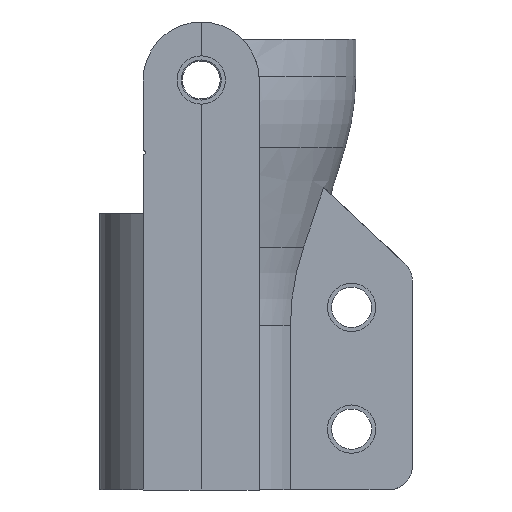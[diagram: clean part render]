
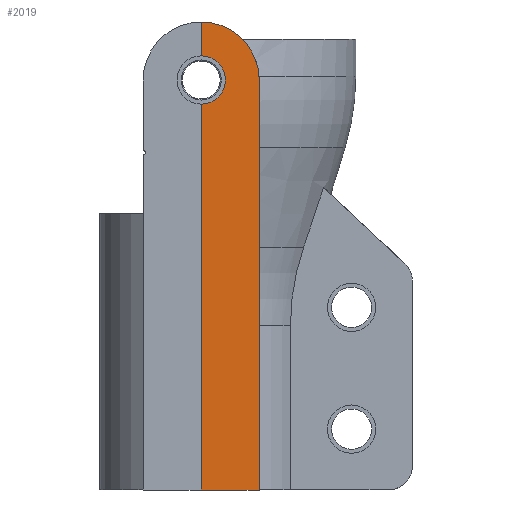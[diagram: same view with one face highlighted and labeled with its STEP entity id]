
A CAD part, front view. The second image highlights one B-rep face of the part: STEP entity #2019.
In plain terms, the highlighted planar face has unit normal (0, -1, 0).
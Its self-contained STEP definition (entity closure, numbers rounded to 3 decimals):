
#339 = PLANE('',#340);
#340 = AXIS2_PLACEMENT_3D('',#341,#342,#343);
#341 = CARTESIAN_POINT('',(-2.305,-12.7,18.977));
#342 = DIRECTION('',(0.,-1.,0.));
#343 = DIRECTION('',(0.,0.,1.));
#931 = VERTEX_POINT('',#932);
#932 = CARTESIAN_POINT('',(0.,-12.7,0.));
#946 = PLANE('',#947);
#947 = AXIS2_PLACEMENT_3D('',#948,#949,#950);
#948 = CARTESIAN_POINT('',(0.,-6.35,0.));
#949 = DIRECTION('',(0.,0.,1.));
#950 = DIRECTION('',(1.,0.,0.));
#1009 = VERTEX_POINT('',#1010);
#1010 = CARTESIAN_POINT('',(0.,-12.7,38.432));
#1041 = EDGE_CURVE('',#1042,#1009,#1044,.T.);
#1042 = VERTEX_POINT('',#1043);
#1043 = CARTESIAN_POINT('',(0.,-12.7,35.652));
#1044 = SURFACE_CURVE('',#1045,(#1049,#1056),.PCURVE_S1.);
#1045 = LINE('',#1046,#1047);
#1046 = CARTESIAN_POINT('',(0.,-12.7,35.221));
#1047 = VECTOR('',#1048,1.);
#1048 = DIRECTION('',(0.,0.,1.));
#1049 = PCURVE('',#339,#1050);
#1050 = DEFINITIONAL_REPRESENTATION('',(#1051),#1055);
#1051 = LINE('',#1052,#1053);
#1052 = CARTESIAN_POINT('',(16.244,-2.305));
#1053 = VECTOR('',#1054,1.);
#1054 = DIRECTION('',(1.,0.));
#1055 = ( GEOMETRIC_REPRESENTATION_CONTEXT(2) 
PARAMETRIC_REPRESENTATION_CONTEXT() REPRESENTATION_CONTEXT('2D SPACE',''
  ) );
#1056 = PCURVE('',#1057,#1062);
#1057 = PLANE('',#1058);
#1058 = AXIS2_PLACEMENT_3D('',#1059,#1060,#1061);
#1059 = CARTESIAN_POINT('',(2.305,-12.7,18.977));
#1060 = DIRECTION('',(0.,-1.,0.));
#1061 = DIRECTION('',(0.,0.,-1.));
#1062 = DEFINITIONAL_REPRESENTATION('',(#1063),#1067);
#1063 = LINE('',#1064,#1065);
#1064 = CARTESIAN_POINT('',(-16.244,-2.305));
#1065 = VECTOR('',#1066,1.);
#1066 = DIRECTION('',(-1.,0.));
#1067 = ( GEOMETRIC_REPRESENTATION_CONTEXT(2) 
PARAMETRIC_REPRESENTATION_CONTEXT() REPRESENTATION_CONTEXT('2D SPACE',''
  ) );
#1086 = CYLINDRICAL_SURFACE('',#1087,1.983);
#1087 = AXIS2_PLACEMENT_3D('',#1088,#1089,#1090);
#1088 = CARTESIAN_POINT('',(0.,-12.7,33.669));
#1089 = DIRECTION('',(0.,1.,0.));
#1090 = DIRECTION('',(-1.,0.,0.));
#1099 = VERTEX_POINT('',#1100);
#1100 = CARTESIAN_POINT('',(0.,-12.7,31.687));
#1122 = EDGE_CURVE('',#1099,#931,#1123,.T.);
#1123 = SURFACE_CURVE('',#1124,(#1128,#1135),.PCURVE_S1.);
#1124 = LINE('',#1125,#1126);
#1125 = CARTESIAN_POINT('',(0.,-12.7,32.117));
#1126 = VECTOR('',#1127,1.);
#1127 = DIRECTION('',(0.,0.,-1.));
#1128 = PCURVE('',#339,#1129);
#1129 = DEFINITIONAL_REPRESENTATION('',(#1130),#1134);
#1130 = LINE('',#1131,#1132);
#1131 = CARTESIAN_POINT('',(13.14,-2.305));
#1132 = VECTOR('',#1133,1.);
#1133 = DIRECTION('',(-1.,0.));
#1134 = ( GEOMETRIC_REPRESENTATION_CONTEXT(2) 
PARAMETRIC_REPRESENTATION_CONTEXT() REPRESENTATION_CONTEXT('2D SPACE',''
  ) );
#1135 = PCURVE('',#1057,#1136);
#1136 = DEFINITIONAL_REPRESENTATION('',(#1137),#1141);
#1137 = LINE('',#1138,#1139);
#1138 = CARTESIAN_POINT('',(-13.14,-2.305));
#1139 = VECTOR('',#1140,1.);
#1140 = DIRECTION('',(1.,0.));
#1141 = ( GEOMETRIC_REPRESENTATION_CONTEXT(2) 
PARAMETRIC_REPRESENTATION_CONTEXT() REPRESENTATION_CONTEXT('2D SPACE',''
  ) );
#1879 = CYLINDRICAL_SURFACE('',#1880,4.763);
#1880 = AXIS2_PLACEMENT_3D('',#1881,#1882,#1883);
#1881 = CARTESIAN_POINT('',(0.,-6.35,33.669));
#1882 = DIRECTION('',(0.,1.,0.));
#1883 = DIRECTION('',(1.,0.,0.));
#1971 = EDGE_CURVE('',#931,#1972,#1974,.T.);
#1972 = VERTEX_POINT('',#1973);
#1973 = CARTESIAN_POINT('',(4.763,-12.7,0.));
#1974 = SURFACE_CURVE('',#1975,(#1979,#1986),.PCURVE_S1.);
#1975 = LINE('',#1976,#1977);
#1976 = CARTESIAN_POINT('',(0.,-12.7,0.));
#1977 = VECTOR('',#1978,1.);
#1978 = DIRECTION('',(1.,0.,0.));
#1979 = PCURVE('',#946,#1980);
#1980 = DEFINITIONAL_REPRESENTATION('',(#1981),#1985);
#1981 = LINE('',#1982,#1983);
#1982 = CARTESIAN_POINT('',(0.,-6.35));
#1983 = VECTOR('',#1984,1.);
#1984 = DIRECTION('',(1.,0.));
#1985 = ( GEOMETRIC_REPRESENTATION_CONTEXT(2) 
PARAMETRIC_REPRESENTATION_CONTEXT() REPRESENTATION_CONTEXT('2D SPACE',''
  ) );
#1986 = PCURVE('',#1057,#1987);
#1987 = DEFINITIONAL_REPRESENTATION('',(#1988),#1992);
#1988 = LINE('',#1989,#1990);
#1989 = CARTESIAN_POINT('',(18.977,-2.305));
#1990 = VECTOR('',#1991,1.);
#1991 = DIRECTION('',(0.,1.));
#1992 = ( GEOMETRIC_REPRESENTATION_CONTEXT(2) 
PARAMETRIC_REPRESENTATION_CONTEXT() REPRESENTATION_CONTEXT('2D SPACE',''
  ) );
#2008 = PLANE('',#2009);
#2009 = AXIS2_PLACEMENT_3D('',#2010,#2011,#2012);
#2010 = CARTESIAN_POINT('',(4.763,-6.35,33.669));
#2011 = DIRECTION('',(1.,0.,0.));
#2012 = DIRECTION('',(0.,0.,-1.));
#2019 = ADVANCED_FACE('',(#2020),#1057,.T.);
#2020 = FACE_BOUND('',#2021,.T.);
#2021 = EDGE_LOOP('',(#2022,#2045,#2067,#2068,#2090,#2091));
#2022 = ORIENTED_EDGE('',*,*,#2023,.F.);
#2023 = EDGE_CURVE('',#2024,#1972,#2026,.T.);
#2024 = VERTEX_POINT('',#2025);
#2025 = CARTESIAN_POINT('',(4.763,-12.7,33.669));
#2026 = SURFACE_CURVE('',#2027,(#2031,#2038),.PCURVE_S1.);
#2027 = LINE('',#2028,#2029);
#2028 = CARTESIAN_POINT('',(4.763,-12.7,33.669));
#2029 = VECTOR('',#2030,1.);
#2030 = DIRECTION('',(0.,0.,-1.));
#2031 = PCURVE('',#1057,#2032);
#2032 = DEFINITIONAL_REPRESENTATION('',(#2033),#2037);
#2033 = LINE('',#2034,#2035);
#2034 = CARTESIAN_POINT('',(-14.692,2.458));
#2035 = VECTOR('',#2036,1.);
#2036 = DIRECTION('',(1.,0.));
#2037 = ( GEOMETRIC_REPRESENTATION_CONTEXT(2) 
PARAMETRIC_REPRESENTATION_CONTEXT() REPRESENTATION_CONTEXT('2D SPACE',''
  ) );
#2038 = PCURVE('',#2008,#2039);
#2039 = DEFINITIONAL_REPRESENTATION('',(#2040),#2044);
#2040 = LINE('',#2041,#2042);
#2041 = CARTESIAN_POINT('',(0.,-6.35));
#2042 = VECTOR('',#2043,1.);
#2043 = DIRECTION('',(1.,0.));
#2044 = ( GEOMETRIC_REPRESENTATION_CONTEXT(2) 
PARAMETRIC_REPRESENTATION_CONTEXT() REPRESENTATION_CONTEXT('2D SPACE',''
  ) );
#2045 = ORIENTED_EDGE('',*,*,#2046,.T.);
#2046 = EDGE_CURVE('',#2024,#1009,#2047,.T.);
#2047 = SURFACE_CURVE('',#2048,(#2053,#2060),.PCURVE_S1.);
#2048 = CIRCLE('',#2049,4.763);
#2049 = AXIS2_PLACEMENT_3D('',#2050,#2051,#2052);
#2050 = CARTESIAN_POINT('',(0.,-12.7,33.669));
#2051 = DIRECTION('',(0.,-1.,0.));
#2052 = DIRECTION('',(1.,0.,0.));
#2053 = PCURVE('',#1057,#2054);
#2054 = DEFINITIONAL_REPRESENTATION('',(#2055),#2059);
#2055 = CIRCLE('',#2056,4.763);
#2056 = AXIS2_PLACEMENT_2D('',#2057,#2058);
#2057 = CARTESIAN_POINT('',(-14.692,-2.305));
#2058 = DIRECTION('',(0.,1.));
#2059 = ( GEOMETRIC_REPRESENTATION_CONTEXT(2) 
PARAMETRIC_REPRESENTATION_CONTEXT() REPRESENTATION_CONTEXT('2D SPACE',''
  ) );
#2060 = PCURVE('',#1879,#2061);
#2061 = DEFINITIONAL_REPRESENTATION('',(#2062),#2066);
#2062 = LINE('',#2063,#2064);
#2063 = CARTESIAN_POINT('',(-0.,-6.35));
#2064 = VECTOR('',#2065,1.);
#2065 = DIRECTION('',(-1.,0.));
#2066 = ( GEOMETRIC_REPRESENTATION_CONTEXT(2) 
PARAMETRIC_REPRESENTATION_CONTEXT() REPRESENTATION_CONTEXT('2D SPACE',''
  ) );
#2067 = ORIENTED_EDGE('',*,*,#1041,.F.);
#2068 = ORIENTED_EDGE('',*,*,#2069,.F.);
#2069 = EDGE_CURVE('',#1099,#1042,#2070,.T.);
#2070 = SURFACE_CURVE('',#2071,(#2076,#2083),.PCURVE_S1.);
#2071 = CIRCLE('',#2072,1.983);
#2072 = AXIS2_PLACEMENT_3D('',#2073,#2074,#2075);
#2073 = CARTESIAN_POINT('',(0.,-12.7,33.669));
#2074 = DIRECTION('',(-0.,-1.,0.));
#2075 = DIRECTION('',(-1.,0.,0.));
#2076 = PCURVE('',#1057,#2077);
#2077 = DEFINITIONAL_REPRESENTATION('',(#2078),#2082);
#2078 = CIRCLE('',#2079,1.983);
#2079 = AXIS2_PLACEMENT_2D('',#2080,#2081);
#2080 = CARTESIAN_POINT('',(-14.692,-2.305));
#2081 = DIRECTION('',(0.,-1.));
#2082 = ( GEOMETRIC_REPRESENTATION_CONTEXT(2) 
PARAMETRIC_REPRESENTATION_CONTEXT() REPRESENTATION_CONTEXT('2D SPACE',''
  ) );
#2083 = PCURVE('',#1086,#2084);
#2084 = DEFINITIONAL_REPRESENTATION('',(#2085),#2089);
#2085 = LINE('',#2086,#2087);
#2086 = CARTESIAN_POINT('',(-0.,0.));
#2087 = VECTOR('',#2088,1.);
#2088 = DIRECTION('',(-1.,0.));
#2089 = ( GEOMETRIC_REPRESENTATION_CONTEXT(2) 
PARAMETRIC_REPRESENTATION_CONTEXT() REPRESENTATION_CONTEXT('2D SPACE',''
  ) );
#2090 = ORIENTED_EDGE('',*,*,#1122,.T.);
#2091 = ORIENTED_EDGE('',*,*,#1971,.T.);
